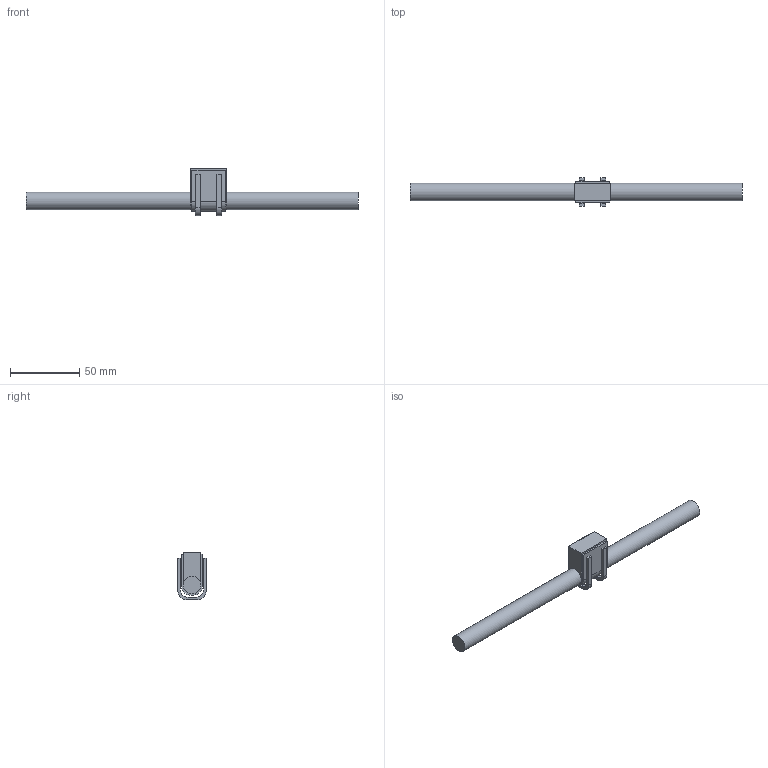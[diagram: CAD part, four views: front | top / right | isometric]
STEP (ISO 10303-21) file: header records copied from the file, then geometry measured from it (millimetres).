
FILE_DESCRIPTION(('FreeCAD Model'),'2;1');
FILE_NAME('RJ4JP_Cut.stp','2019-11-15T19:18:21',('Author'),(''), 'Open CASCADE STEP processor 7.2','FreeCAD','Unknown');
FILE_SCHEMA(('AUTOMOTIVE_DESIGN { 1 0 10303 214 1 1 1 1 }'));
Length unit declared in the file: millimetre
Products named in the file (1): RJ4JP_CutOut001
Bounding box: 240 x 20.4 x 34.2 mm (x, y, z)
Volume: 40180.5 mm3; surface area: 13306.9 mm2
Topology: 3 solids, 3 shells, 56 faces, 142 edges, 92 vertices
Faces by surface type: plane 40, cylinder 16
Full cylindrical faces by diameter (mm): 12.8 x2
Entity records: 3585 total; most frequent: CARTESIAN_POINT 657, DIRECTION 554, LINE 344, VECTOR 344, ORIENTED_EDGE 284, PCURVE 284, DEFINITIONAL_REPRESENTATION 284, EDGE_CURVE 142
